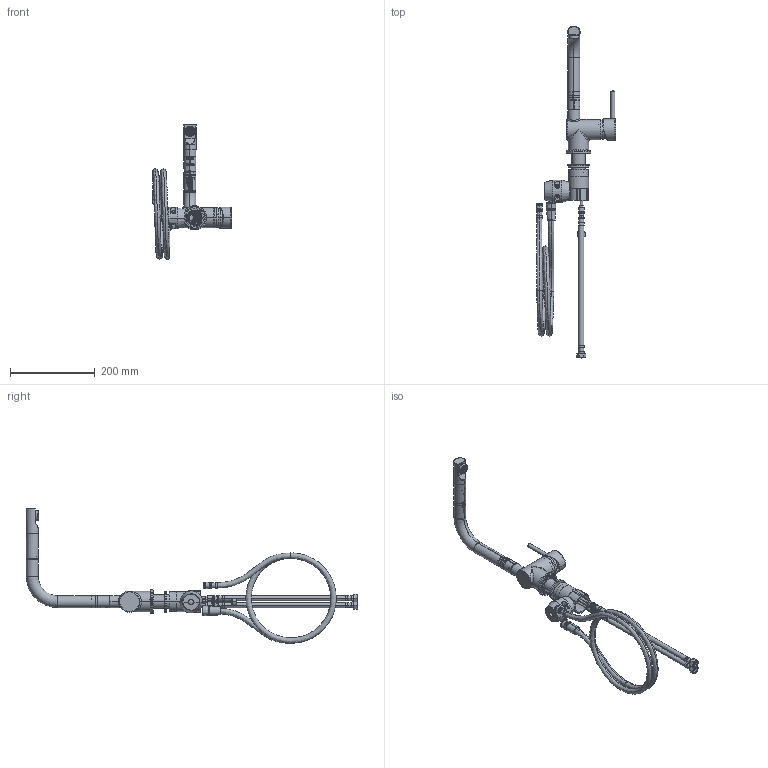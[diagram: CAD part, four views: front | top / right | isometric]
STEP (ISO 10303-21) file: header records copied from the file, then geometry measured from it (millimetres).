
FILE_DESCRIPTION((''),'2;1');
FILE_NAME('5404086017_ASM','2020-07-31T',('Administrator'),(''),'PRO/ENGINEER BY PARAMETRIC TECHNOLOGY CORPORATION, 2008230','PRO/ENGINEER BY PARAMETRIC TECHNOLOGY CORPORATION, 2008230','');
FILE_SCHEMA(('CONFIG_CONTROL_DESIGN'));
Length unit declared in the file: millimetre
Products named in the file (45): 2180012; 2530002; 2520002; 2510001; 2520003; 2510002; 2140001_ASM; 2710041; 2530001; 2020090; 2020038; 2550002; 2250005; 2070001; 2210001; 2860006; 2040060; 2610148; 2850001-01; 2850001-02; 2850001_ASM; 2670244; 2040059; 2660004; 2660040; 2550022; 2070040; 2660004_ASM; 2750003; 2860133-01; 2860012-02; 2860012-03; 2860133_ASM; 2050001; 2320003; 2340006; 2040004; 2010001; 2050076; 2050082 ...
Assembly tree (50 placements, depth 3):
  5404086017_ASM
    2180012
    2140001_ASM
      2530002
      2520002  x2
      2510001  x2
      2520003
      2510002
    2710041
    2530001
    2020090
    2020038
    2550002
    2250005
    2070001
    2210001
    2860006  x2
    2040060
    2610148
    2850001_ASM
      2850001-01  x2
      2850001-02  x2
    2670244
    2040059
    2660004_ASM
      2660004
      2660040
      2550022  x2
      2070040
    2750003
    2860133_ASM
      2860133-01
      2860012-02
      2860012-03
    2050001
    2320003
    2340006
    2040004
    2010001
    2050076
    2050082
    2010052
    2040006
    2550001_AF0
    2550001_AF1
Bounding box: 187.8 x 781.2 x 316.99 mm (x, y, z)
Volume: 551228.4 mm3; surface area: 435135.2 mm2
Topology: 53 solids, 53 shells, 4145 faces, 11690 edges, 7496 vertices
Faces by surface type: plane 2571, cylinder 982, cone 280, torus 156, bspline 137, sphere 18, extrusion 1
Entity records: 142178 total; most frequent: CARTESIAN_POINT 38228, ORIENTED_EDGE 22356, DIRECTION 20725, EDGE_CURVE 11178, VERTEX_POINT 7190, AXIS2_PLACEMENT_3D 6951, VECTOR 6823, LINE 6822
